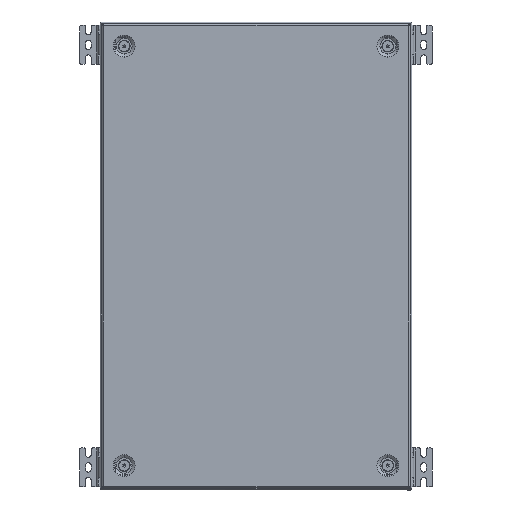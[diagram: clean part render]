
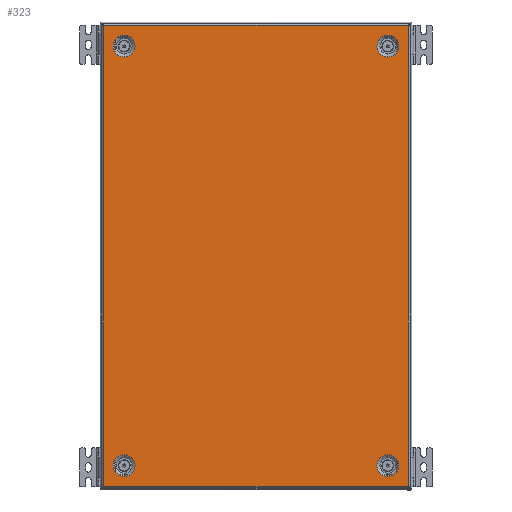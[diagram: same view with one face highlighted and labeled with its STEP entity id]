
A CAD part, top view. The second image highlights one B-rep face of the part: STEP entity #323.
In plain terms, the highlighted planar face has unit normal (0, 0, 1).
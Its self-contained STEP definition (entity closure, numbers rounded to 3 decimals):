
#258 = PLANE ( 'NONE',  #9813 ) ;
#259 = CARTESIAN_POINT ( 'NONE',  ( 197.5, -295.5, 0. ) ) ;
#323 = ADVANCED_FACE ( 'NONE', ( #2720, #18408, #7078, #396, #18121 ), #258, .T. ) ;
#396 = FACE_BOUND ( 'NONE', #7340, .T. ) ;
#477 = ORIENTED_EDGE ( 'NONE', *, *, #25273, .T. ) ;
#932 = ORIENTED_EDGE ( 'NONE', *, *, #14878, .F. ) ;
#1064 = CARTESIAN_POINT ( 'NONE',  ( -169., -255., 0. ) ) ;
#1147 = VERTEX_POINT ( 'NONE', #9305 ) ;
#1387 = CIRCLE ( 'NONE', #25065, 14. ) ;
#1551 = VECTOR ( 'NONE', #16962, 1000. ) ;
#1731 = LINE ( 'NONE', #13083, #9858 ) ;
#1952 = CARTESIAN_POINT ( 'NONE',  ( -169., 269., 0. ) ) ;
#2073 = VERTEX_POINT ( 'NONE', #19048 ) ;
#2138 = CARTESIAN_POINT ( 'NONE',  ( -169., -269., 0. ) ) ;
#2506 = CARTESIAN_POINT ( 'NONE',  ( -195.4, -295.5, 0. ) ) ;
#2665 = VERTEX_POINT ( 'NONE', #15805 ) ;
#2720 = FACE_OUTER_BOUND ( 'NONE', #25400, .T. ) ;
#2895 = EDGE_CURVE ( 'NONE', #10785, #19521, #12313, .T. ) ;
#2969 = CIRCLE ( 'NONE', #14568, 14. ) ;
#3191 = ORIENTED_EDGE ( 'NONE', *, *, #3775, .F. ) ;
#3199 = ORIENTED_EDGE ( 'NONE', *, *, #21363, .F. ) ;
#3330 = CARTESIAN_POINT ( 'NONE',  ( 169., 269., 0. ) ) ;
#3690 = ORIENTED_EDGE ( 'NONE', *, *, #25532, .F. ) ;
#3775 = EDGE_CURVE ( 'NONE', #10925, #8603, #27106, .T. ) ;
#3951 = EDGE_CURVE ( 'NONE', #10785, #18339, #1731, .T. ) ;
#4321 = CARTESIAN_POINT ( 'NONE',  ( 195.793, 295.5, 0. ) ) ;
#4495 = ORIENTED_EDGE ( 'NONE', *, *, #25397, .T. ) ;
#4835 = DIRECTION ( 'NONE',  ( 1., 0., 0. ) ) ;
#5309 = DIRECTION ( 'NONE',  ( -1., 0., 0. ) ) ;
#6211 = VECTOR ( 'NONE', #24823, 1000. ) ;
#6817 = ORIENTED_EDGE ( 'NONE', *, *, #22945, .T. ) ;
#6997 = VERTEX_POINT ( 'NONE', #7397 ) ;
#7078 = FACE_BOUND ( 'NONE', #22942, .T. ) ;
#7102 = LINE ( 'NONE', #11604, #6211 ) ;
#7138 = CIRCLE ( 'NONE', #15028, 14. ) ;
#7340 = EDGE_LOOP ( 'NONE', ( #10948, #3690 ) ) ;
#7397 = CARTESIAN_POINT ( 'NONE',  ( 195.4, 295.5, 0. ) ) ;
#7972 = CIRCLE ( 'NONE', #22759, 14. ) ;
#8418 = VECTOR ( 'NONE', #15794, 1000. ) ;
#8603 = VERTEX_POINT ( 'NONE', #8650 ) ;
#8650 = CARTESIAN_POINT ( 'NONE',  ( 169., 255., 0. ) ) ;
#8813 = DIRECTION ( 'NONE',  ( 0., 0., 1. ) ) ;
#9025 = VERTEX_POINT ( 'NONE', #1064 ) ;
#9240 = CARTESIAN_POINT ( 'NONE',  ( -169., -269., 0. ) ) ;
#9305 = CARTESIAN_POINT ( 'NONE',  ( 195.4, -295.5, 0. ) ) ;
#9319 = VECTOR ( 'NONE', #14784, 1000. ) ;
#9813 = AXIS2_PLACEMENT_3D ( 'NONE', #24944, #22742, #17973 ) ;
#9858 = VECTOR ( 'NONE', #19884, 1000. ) ;
#10177 = VECTOR ( 'NONE', #5309, 1000. ) ;
#10389 = DIRECTION ( 'NONE',  ( 1., 0., 0. ) ) ;
#10582 = ORIENTED_EDGE ( 'NONE', *, *, #19376, .F. ) ;
#10689 = VERTEX_POINT ( 'NONE', #13838 ) ;
#10785 = VERTEX_POINT ( 'NONE', #27916 ) ;
#10925 = VERTEX_POINT ( 'NONE', #12672 ) ;
#10948 = ORIENTED_EDGE ( 'NONE', *, *, #26408, .F. ) ;
#11604 = CARTESIAN_POINT ( 'NONE',  ( -195.793, -295.5, 0. ) ) ;
#11677 = CARTESIAN_POINT ( 'NONE',  ( -169., -283., 0. ) ) ;
#11968 = CARTESIAN_POINT ( 'NONE',  ( -195.5, -295.5, 0. ) ) ;
#12032 = LINE ( 'NONE', #21292, #1551 ) ;
#12313 = LINE ( 'NONE', #12599, #16368 ) ;
#12468 = DIRECTION ( 'NONE',  ( 0., 0., 1. ) ) ;
#12599 = CARTESIAN_POINT ( 'NONE',  ( -197.5, 295.5, 0. ) ) ;
#12672 = CARTESIAN_POINT ( 'NONE',  ( 169., 283., 0. ) ) ;
#13004 = ORIENTED_EDGE ( 'NONE', *, *, #3951, .T. ) ;
#13083 = CARTESIAN_POINT ( 'NONE',  ( -195.5, 295.793, 0. ) ) ;
#13214 = VERTEX_POINT ( 'NONE', #16027 ) ;
#13356 = ORIENTED_EDGE ( 'NONE', *, *, #27415, .F. ) ;
#13546 = DIRECTION ( 'NONE',  ( 1., 0., 0. ) ) ;
#13592 = AXIS2_PLACEMENT_3D ( 'NONE', #9240, #8813, #18117 ) ;
#13623 = EDGE_LOOP ( 'NONE', ( #3199, #10582 ) ) ;
#13712 = DIRECTION ( 'NONE',  ( -1., 0., 0. ) ) ;
#13838 = CARTESIAN_POINT ( 'NONE',  ( 169., -255., 0. ) ) ;
#14017 = AXIS2_PLACEMENT_3D ( 'NONE', #14790, #12468, #19143 ) ;
#14568 = AXIS2_PLACEMENT_3D ( 'NONE', #15872, #24736, #4835 ) ;
#14784 = DIRECTION ( 'NONE',  ( 1., 0., 0. ) ) ;
#14790 = CARTESIAN_POINT ( 'NONE',  ( 169., -269., 0. ) ) ;
#14878 = EDGE_CURVE ( 'NONE', #8603, #10925, #1387, .T. ) ;
#15028 = AXIS2_PLACEMENT_3D ( 'NONE', #2138, #21600, #23942 ) ;
#15090 = DIRECTION ( 'NONE',  ( -1., 0., 0. ) ) ;
#15158 = ORIENTED_EDGE ( 'NONE', *, *, #18410, .T. ) ;
#15456 = CIRCLE ( 'NONE', #13592, 14. ) ;
#15509 = AXIS2_PLACEMENT_3D ( 'NONE', #1952, #17367, #10389 ) ;
#15794 = DIRECTION ( 'NONE',  ( 1., 0., 0. ) ) ;
#15805 = CARTESIAN_POINT ( 'NONE',  ( -169., 255., 0. ) ) ;
#15872 = CARTESIAN_POINT ( 'NONE',  ( -169., 269., 0. ) ) ;
#15885 = EDGE_CURVE ( 'NONE', #19735, #6997, #16353, .T. ) ;
#16027 = CARTESIAN_POINT ( 'NONE',  ( 195.5, -295.5, 0. ) ) ;
#16353 = LINE ( 'NONE', #25222, #10177 ) ;
#16368 = VECTOR ( 'NONE', #25821, 1000. ) ;
#16853 = DIRECTION ( 'NONE',  ( 0., 0., 1. ) ) ;
#16871 = ORIENTED_EDGE ( 'NONE', *, *, #15885, .T. ) ;
#16962 = DIRECTION ( 'NONE',  ( 0., 1., 0. ) ) ;
#17351 = AXIS2_PLACEMENT_3D ( 'NONE', #3330, #16853, #21327 ) ;
#17367 = DIRECTION ( 'NONE',  ( 0., 0., 1. ) ) ;
#17681 = LINE ( 'NONE', #4321, #28269 ) ;
#17716 = ORIENTED_EDGE ( 'NONE', *, *, #26099, .F. ) ;
#17973 = DIRECTION ( 'NONE',  ( 1., 0., 0. ) ) ;
#18117 = DIRECTION ( 'NONE',  ( -1., 0., 0. ) ) ;
#18121 = FACE_BOUND ( 'NONE', #13623, .T. ) ;
#18194 = DIRECTION ( 'NONE',  ( 0., 0., 1. ) ) ;
#18339 = VERTEX_POINT ( 'NONE', #11968 ) ;
#18408 = FACE_BOUND ( 'NONE', #20424, .T. ) ;
#18410 = EDGE_CURVE ( 'NONE', #1147, #13214, #20159, .T. ) ;
#18987 = ORIENTED_EDGE ( 'NONE', *, *, #2895, .F. ) ;
#19048 = CARTESIAN_POINT ( 'NONE',  ( -169., 283., 0. ) ) ;
#19143 = DIRECTION ( 'NONE',  ( 1., 0., 0. ) ) ;
#19376 = EDGE_CURVE ( 'NONE', #19584, #10689, #7972, .T. ) ;
#19521 = VERTEX_POINT ( 'NONE', #24870 ) ;
#19584 = VERTEX_POINT ( 'NONE', #22667 ) ;
#19735 = VERTEX_POINT ( 'NONE', #25718 ) ;
#19884 = DIRECTION ( 'NONE',  ( 0., -1., 0. ) ) ;
#19994 = EDGE_CURVE ( 'NONE', #22734, #1147, #25542, .T. ) ;
#20159 = LINE ( 'NONE', #259, #8418 ) ;
#20360 = CARTESIAN_POINT ( 'NONE',  ( 169., -269., 0. ) ) ;
#20374 = DIRECTION ( 'NONE',  ( 0., 0., 1. ) ) ;
#20424 = EDGE_LOOP ( 'NONE', ( #13356, #17716 ) ) ;
#21291 = CARTESIAN_POINT ( 'NONE',  ( -195.793, -295.5, 0. ) ) ;
#21292 = CARTESIAN_POINT ( 'NONE',  ( 195.5, -295.793, 0. ) ) ;
#21327 = DIRECTION ( 'NONE',  ( -1., 0., 0. ) ) ;
#21363 = EDGE_CURVE ( 'NONE', #10689, #19584, #21439, .T. ) ;
#21439 = CIRCLE ( 'NONE', #14017, 14. ) ;
#21527 = CIRCLE ( 'NONE', #15509, 14. ) ;
#21600 = DIRECTION ( 'NONE',  ( 0., 0., 1. ) ) ;
#22667 = CARTESIAN_POINT ( 'NONE',  ( 169., -283., 0. ) ) ;
#22734 = VERTEX_POINT ( 'NONE', #2506 ) ;
#22742 = DIRECTION ( 'NONE',  ( 0., 0., 1. ) ) ;
#22759 = AXIS2_PLACEMENT_3D ( 'NONE', #20360, #18194, #13546 ) ;
#22942 = EDGE_LOOP ( 'NONE', ( #932, #3191 ) ) ;
#22945 = EDGE_CURVE ( 'NONE', #6997, #19521, #17681, .T. ) ;
#22986 = CARTESIAN_POINT ( 'NONE',  ( 169., 269., 0. ) ) ;
#23942 = DIRECTION ( 'NONE',  ( -1., 0., 0. ) ) ;
#24736 = DIRECTION ( 'NONE',  ( 0., 0., 1. ) ) ;
#24823 = DIRECTION ( 'NONE',  ( 1., 0., 0. ) ) ;
#24870 = CARTESIAN_POINT ( 'NONE',  ( -195.4, 295.5, 0. ) ) ;
#24944 = CARTESIAN_POINT ( 'NONE',  ( 0., 0., 0. ) ) ;
#25065 = AXIS2_PLACEMENT_3D ( 'NONE', #22986, #20374, #13712 ) ;
#25222 = CARTESIAN_POINT ( 'NONE',  ( 195.793, 295.5, 0. ) ) ;
#25273 = EDGE_CURVE ( 'NONE', #18339, #22734, #7102, .T. ) ;
#25397 = EDGE_CURVE ( 'NONE', #13214, #19735, #12032, .T. ) ;
#25400 = EDGE_LOOP ( 'NONE', ( #16871, #6817, #18987, #13004, #477, #27268, #15158, #4495 ) ) ;
#25532 = EDGE_CURVE ( 'NONE', #26303, #9025, #7138, .T. ) ;
#25542 = LINE ( 'NONE', #21291, #9319 ) ;
#25718 = CARTESIAN_POINT ( 'NONE',  ( 195.5, 295.5, 0. ) ) ;
#25821 = DIRECTION ( 'NONE',  ( 1., 0., 0. ) ) ;
#26099 = EDGE_CURVE ( 'NONE', #2073, #2665, #21527, .T. ) ;
#26303 = VERTEX_POINT ( 'NONE', #11677 ) ;
#26408 = EDGE_CURVE ( 'NONE', #9025, #26303, #15456, .T. ) ;
#27106 = CIRCLE ( 'NONE', #17351, 14. ) ;
#27268 = ORIENTED_EDGE ( 'NONE', *, *, #19994, .T. ) ;
#27415 = EDGE_CURVE ( 'NONE', #2665, #2073, #2969, .T. ) ;
#27916 = CARTESIAN_POINT ( 'NONE',  ( -195.5, 295.5, 0. ) ) ;
#28269 = VECTOR ( 'NONE', #15090, 1000. ) ;
